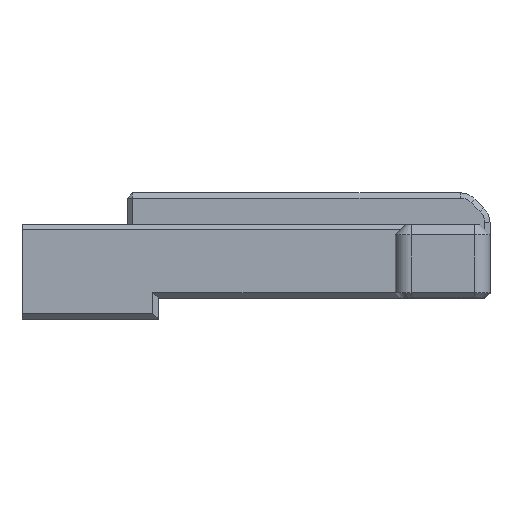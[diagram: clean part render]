
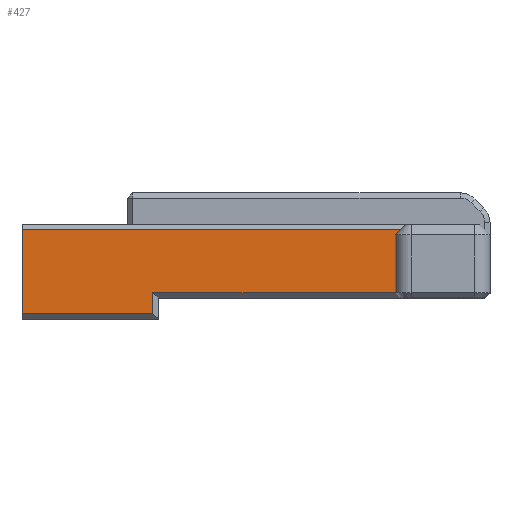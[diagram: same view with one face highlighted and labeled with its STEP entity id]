
A CAD part, top view. The second image highlights one B-rep face of the part: STEP entity #427.
In plain terms, the highlighted planar face has unit normal (0, 0, 1).
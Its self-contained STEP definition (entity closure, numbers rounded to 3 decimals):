
#28 = CARTESIAN_POINT ( 'NONE',  ( -27.563, 0., 2.5 ) ) ;
#30 = VECTOR ( 'NONE', #1119, 1000. ) ;
#56 = PLANE ( 'NONE',  #409 ) ;
#76 = CARTESIAN_POINT ( 'NONE',  ( -27.563, 0.5, 2.5 ) ) ;
#129 = EDGE_CURVE ( 'NONE', #380, #1740, #1904, .T. ) ;
#148 = VECTOR ( 'NONE', #1953, 1000. ) ;
#232 = VECTOR ( 'NONE', #1550, 1000. ) ;
#240 = EDGE_CURVE ( 'NONE', #344, #1740, #2015, .T. ) ;
#279 = CARTESIAN_POINT ( 'NONE',  ( -27.563, -1.5, 2.5 ) ) ;
#316 = VERTEX_POINT ( 'NONE', #340 ) ;
#323 = ORIENTED_EDGE ( 'NONE', *, *, #809, .T. ) ;
#340 = CARTESIAN_POINT ( 'NONE',  ( -4.5, 0.5, 2.5 ) ) ;
#344 = VERTEX_POINT ( 'NONE', #1668 ) ;
#380 = VERTEX_POINT ( 'NONE', #1569 ) ;
#409 = AXIS2_PLACEMENT_3D ( 'NONE', #525, #535, #889 ) ;
#427 = ADVANCED_FACE ( 'NONE', ( #1402 ), #56, .F. ) ;
#525 = CARTESIAN_POINT ( 'NONE',  ( 0., 7., 2.5 ) ) ;
#535 = DIRECTION ( 'NONE',  ( 0., 0., -1. ) ) ;
#668 = ORIENTED_EDGE ( 'NONE', *, *, #2018, .T. ) ;
#737 = EDGE_LOOP ( 'NONE', ( #976, #1915, #1920, #668, #323, #901, #2109 ) ) ;
#765 = LINE ( 'NONE', #28, #148 ) ;
#809 = EDGE_CURVE ( 'NONE', #1768, #1698, #765, .T. ) ;
#889 = DIRECTION ( 'NONE',  ( 0., -1., 0. ) ) ;
#901 = ORIENTED_EDGE ( 'NONE', *, *, #2114, .T. ) ;
#926 = LINE ( 'NONE', #1442, #1540 ) ;
#976 = ORIENTED_EDGE ( 'NONE', *, *, #1554, .T. ) ;
#1043 = LINE ( 'NONE', #2056, #1887 ) ;
#1063 = CARTESIAN_POINT ( 'NONE',  ( -40., -1.5, 2.5 ) ) ;
#1067 = DIRECTION ( 'NONE',  ( 1., 0., 0. ) ) ;
#1119 = DIRECTION ( 'NONE',  ( 0., -1., 0. ) ) ;
#1141 = LINE ( 'NONE', #2154, #30 ) ;
#1309 = DIRECTION ( 'NONE',  ( 1., 0., 0. ) ) ;
#1369 = CARTESIAN_POINT ( 'NONE',  ( -30., 6.5, 2.5 ) ) ;
#1393 = CARTESIAN_POINT ( 'NONE',  ( -1.75, 8.75, 2.5 ) ) ;
#1402 = FACE_OUTER_BOUND ( 'NONE', #737, .T. ) ;
#1442 = CARTESIAN_POINT ( 'NONE',  ( 0., 0.5, 2.5 ) ) ;
#1519 = VECTOR ( 'NONE', #1580, 1000. ) ;
#1540 = VECTOR ( 'NONE', #1309, 1000. ) ;
#1550 = DIRECTION ( 'NONE',  ( -1., 0., 0. ) ) ;
#1554 = EDGE_CURVE ( 'NONE', #1969, #344, #1562, .T. ) ;
#1562 = LINE ( 'NONE', #1393, #1519 ) ;
#1569 = CARTESIAN_POINT ( 'NONE',  ( -40., -1.5, 2.5 ) ) ;
#1580 = DIRECTION ( 'NONE',  ( 0.707, 0.707, 0. ) ) ;
#1599 = CARTESIAN_POINT ( 'NONE',  ( -4.5, 6., 2.5 ) ) ;
#1623 = CARTESIAN_POINT ( 'NONE',  ( -40., 6.5, 2.5 ) ) ;
#1668 = CARTESIAN_POINT ( 'NONE',  ( -4., 6.5, 2.5 ) ) ;
#1698 = VERTEX_POINT ( 'NONE', #76 ) ;
#1738 = DIRECTION ( 'NONE',  ( 0., 1., 0. ) ) ;
#1740 = VERTEX_POINT ( 'NONE', #1623 ) ;
#1768 = VERTEX_POINT ( 'NONE', #279 ) ;
#1887 = VECTOR ( 'NONE', #1067, 1000. ) ;
#1901 = VECTOR ( 'NONE', #1738, 1000. ) ;
#1904 = LINE ( 'NONE', #1063, #1901 ) ;
#1915 = ORIENTED_EDGE ( 'NONE', *, *, #240, .T. ) ;
#1920 = ORIENTED_EDGE ( 'NONE', *, *, #129, .F. ) ;
#1953 = DIRECTION ( 'NONE',  ( 0., 1., 0. ) ) ;
#1969 = VERTEX_POINT ( 'NONE', #1599 ) ;
#2015 = LINE ( 'NONE', #1369, #232 ) ;
#2018 = EDGE_CURVE ( 'NONE', #380, #1768, #1043, .T. ) ;
#2056 = CARTESIAN_POINT ( 'NONE',  ( -27.063, -1.5, 2.5 ) ) ;
#2109 = ORIENTED_EDGE ( 'NONE', *, *, #2180, .F. ) ;
#2114 = EDGE_CURVE ( 'NONE', #1698, #316, #926, .T. ) ;
#2154 = CARTESIAN_POINT ( 'NONE',  ( -4.5, 7., 2.5 ) ) ;
#2180 = EDGE_CURVE ( 'NONE', #1969, #316, #1141, .T. ) ;
